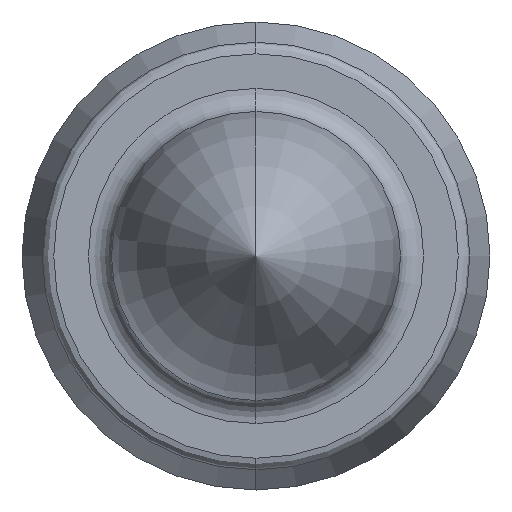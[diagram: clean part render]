
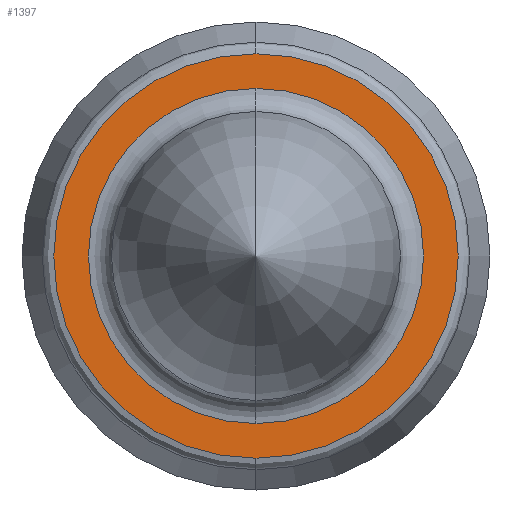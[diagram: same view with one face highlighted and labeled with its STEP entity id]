
A CAD part, left-side view. The second image highlights one B-rep face of the part: STEP entity #1397.
In plain terms, the highlighted planar face has unit normal (-1, 0, 0).
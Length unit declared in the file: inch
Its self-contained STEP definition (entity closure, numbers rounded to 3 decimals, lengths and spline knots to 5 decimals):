
#27 = EDGE_CURVE ( 'NONE', #931, #859, #223, .T. ) ;
#28 = EDGE_LOOP ( 'NONE', ( #1360, #378 ) ) ;
#114 = CARTESIAN_POINT ( 'NONE',  ( 0.105, 0., 0.0145 ) ) ;
#117 = CARTESIAN_POINT ( 'NONE',  ( 0.105, 0., 0. ) ) ;
#126 = CIRCLE ( 'NONE', #313, 0.0175 ) ;
#140 = AXIS2_PLACEMENT_3D ( 'NONE', #1276, #955, #839 ) ;
#147 = AXIS2_PLACEMENT_3D ( 'NONE', #648, #1423, #765 ) ;
#223 = CIRCLE ( 'NONE', #317, 0.0145 ) ;
#224 = DIRECTION ( 'NONE',  ( 0., 0., 1. ) ) ;
#227 = CIRCLE ( 'NONE', #147, 0.0145 ) ;
#313 = AXIS2_PLACEMENT_3D ( 'NONE', #117, #906, #224 ) ;
#317 = AXIS2_PLACEMENT_3D ( 'NONE', #717, #515, #503 ) ;
#378 = ORIENTED_EDGE ( 'NONE', *, *, #865, .F. ) ;
#435 = ORIENTED_EDGE ( 'NONE', *, *, #650, .T. ) ;
#438 = CARTESIAN_POINT ( 'NONE',  ( 0.105, 0., 0.0175 ) ) ;
#480 = CARTESIAN_POINT ( 'NONE',  ( 0.105, 0., 0. ) ) ;
#503 = DIRECTION ( 'NONE',  ( 0., 0., 1. ) ) ;
#513 = CARTESIAN_POINT ( 'NONE',  ( 0.105, 0., -0.0145 ) ) ;
#515 = DIRECTION ( 'NONE',  ( -1., 0., 0. ) ) ;
#551 = CARTESIAN_POINT ( 'NONE',  ( 0.105, 0., -0.0175 ) ) ;
#585 = DIRECTION ( 'NONE',  ( 0., 0., 1. ) ) ;
#648 = CARTESIAN_POINT ( 'NONE',  ( 0.105, 0., 0. ) ) ;
#650 = EDGE_CURVE ( 'NONE', #932, #893, #851, .T. ) ;
#667 = EDGE_LOOP ( 'NONE', ( #1098, #435 ) ) ;
#717 = CARTESIAN_POINT ( 'NONE',  ( 0.105, 0., 0. ) ) ;
#723 = PLANE ( 'NONE',  #140 ) ;
#737 = FACE_BOUND ( 'NONE', #28, .T. ) ;
#765 = DIRECTION ( 'NONE',  ( 0., 0., 1. ) ) ;
#839 = DIRECTION ( 'NONE',  ( 0., 0., -1. ) ) ;
#851 = CIRCLE ( 'NONE', #1393, 0.0175 ) ;
#859 = VERTEX_POINT ( 'NONE', #513 ) ;
#865 = EDGE_CURVE ( 'NONE', #859, #931, #227, .T. ) ;
#893 = VERTEX_POINT ( 'NONE', #438 ) ;
#906 = DIRECTION ( 'NONE',  ( -1., 0., 0. ) ) ;
#931 = VERTEX_POINT ( 'NONE', #114 ) ;
#932 = VERTEX_POINT ( 'NONE', #551 ) ;
#938 = EDGE_CURVE ( 'NONE', #893, #932, #126, .T. ) ;
#955 = DIRECTION ( 'NONE',  ( 1., 0., 0. ) ) ;
#980 = FACE_OUTER_BOUND ( 'NONE', #667, .T. ) ;
#1098 = ORIENTED_EDGE ( 'NONE', *, *, #938, .T. ) ;
#1261 = DIRECTION ( 'NONE',  ( -1., 0., 0. ) ) ;
#1276 = CARTESIAN_POINT ( 'NONE',  ( 0.105, 0.0145, 0. ) ) ;
#1360 = ORIENTED_EDGE ( 'NONE', *, *, #27, .F. ) ;
#1393 = AXIS2_PLACEMENT_3D ( 'NONE', #480, #1261, #585 ) ;
#1397 = ADVANCED_FACE ( 'NONE', ( #737, #980 ), #723, .F. ) ;
#1423 = DIRECTION ( 'NONE',  ( -1., 0., 0. ) ) ;
